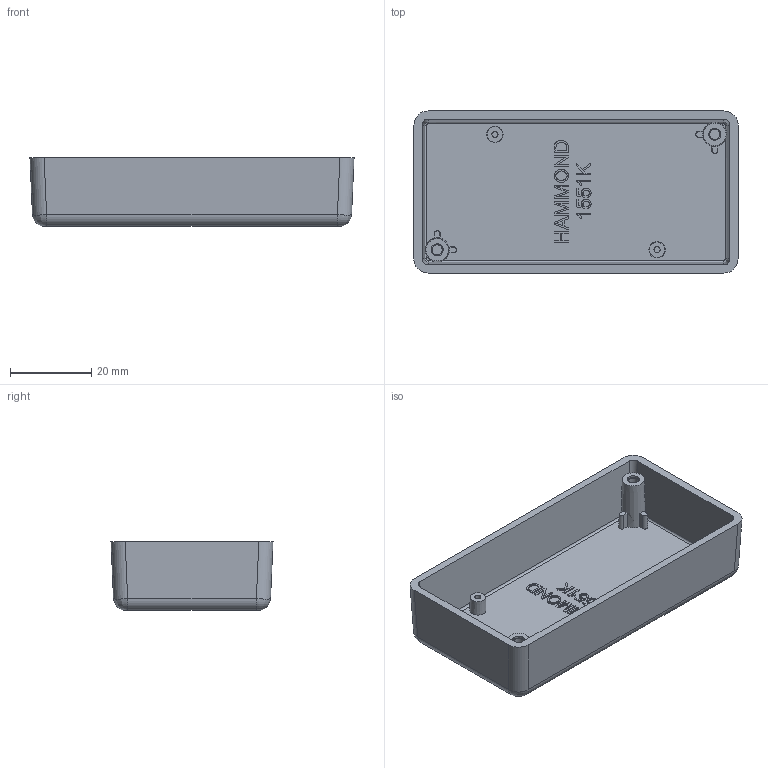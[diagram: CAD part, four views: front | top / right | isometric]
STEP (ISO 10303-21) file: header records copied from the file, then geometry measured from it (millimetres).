
FILE_DESCRIPTION((''),'2;1');
FILE_NAME('1551K Box.stp','2005-08-17T09:16:45',('gdineen'),(''),'Autodesk Inventor 10','Autodesk Inventor 10','');
FILE_SCHEMA(('AUTOMOTIVE_DESIGN { 1 0 10303 214 1 1 1 1 }'));
Length unit declared in the file: millimetre
Products named in the file (1): 1551K Box
Bounding box: 80 x 40 x 17 mm (x, y, z)
Volume: 13074.9 mm3; surface area: 13856 mm2
Topology: 1 solids, 1 shells, 233 faces, 607 edges, 400 vertices
Faces by surface type: plane 145, bspline 68, cylinder 12, cone 8
Entity records: 9084 total; most frequent: CARTESIAN_POINT 3786, ORIENTED_EDGE 1186, DIRECTION 872, EDGE_CURVE 593, VECTOR 408, LINE 408, VERTEX_POINT 396, EDGE_LOOP 267
